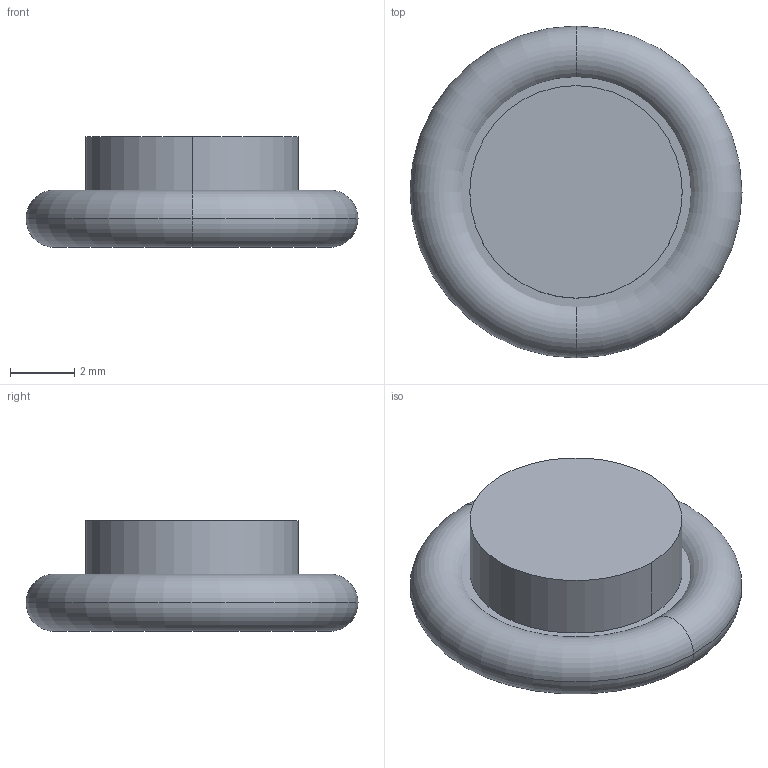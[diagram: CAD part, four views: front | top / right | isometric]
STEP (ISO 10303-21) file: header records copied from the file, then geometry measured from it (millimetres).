
FILE_DESCRIPTION (( 'STEP AP214' ), '1' );
FILE_NAME ('07_011_2.STEP', '2016-07-18T06:08:05', ( '' ), ( '' ), 'SwSTEP 2.0', 'SolidWorks 2016', '' );
FILE_SCHEMA (( 'AUTOMOTIVE_DESIGN' ));
Length unit declared in the file: millimetre
Products named in the file (1): 07_011_2
Bounding box: 10.31 x 10.31 x 3.44 mm (x, y, z)
Volume: 185.9 mm3; surface area: 320.3 mm2
Topology: 2 solids, 2 shells, 13 faces, 24 edges, 14 vertices
Faces by surface type: torus 8, plane 3, cylinder 2
Entity records: 379 total; most frequent: DIRECTION 74, CARTESIAN_POINT 52, ORIENTED_EDGE 48, AXIS2_PLACEMENT_3D 36, EDGE_CURVE 24, CIRCLE 22, EDGE_LOOP 14, VERTEX_POINT 14
